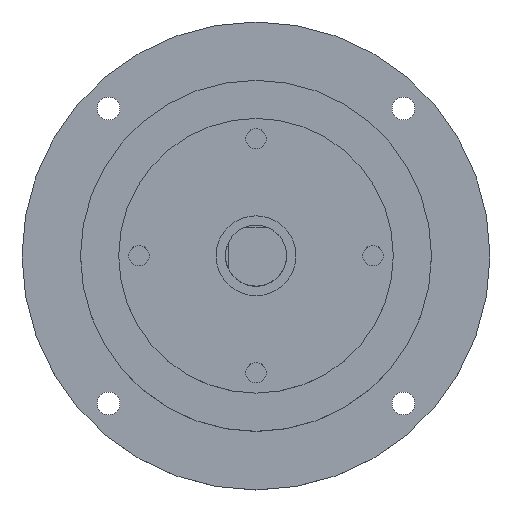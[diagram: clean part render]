
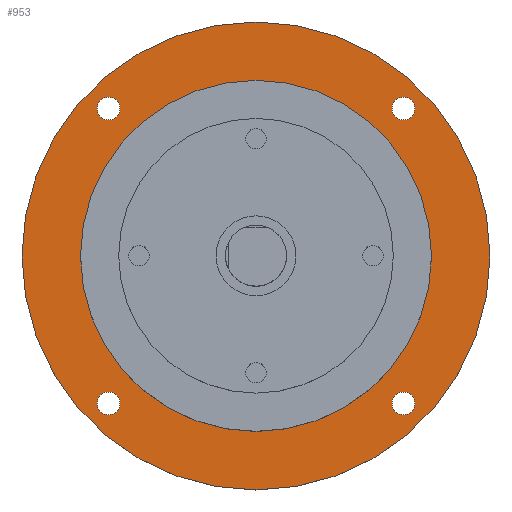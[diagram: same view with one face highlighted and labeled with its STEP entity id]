
A CAD part, top view. The second image highlights one B-rep face of the part: STEP entity #953.
In plain terms, the highlighted planar face has unit normal (0, 0, 1).
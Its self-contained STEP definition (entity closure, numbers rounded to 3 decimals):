
#1 = DIRECTION ( 'NONE',  ( -1., 0., 0. ) ) ;
#4 = PLANE ( 'NONE',  #6 ) ;
#5 = CARTESIAN_POINT ( 'NONE',  ( 0., 0., 69. ) ) ;
#6 = AXIS2_PLACEMENT_3D ( 'NONE', #5, #64, #63 ) ;
#7 = FACE_BOUND ( 'NONE', #978, .T. ) ;
#8 = FACE_OUTER_BOUND ( 'NONE', #968, .T. ) ;
#9 = FACE_BOUND ( 'NONE', #974, .T. ) ;
#10 = FACE_BOUND ( 'NONE', #956, .T. ) ;
#11 = FACE_BOUND ( 'NONE', #896, .T. ) ;
#12 = FACE_BOUND ( 'NONE', #958, .T. ) ;
#60 = DIRECTION ( 'NONE',  ( 0., 0., 1. ) ) ;
#61 = CARTESIAN_POINT ( 'NONE',  ( 28.991, -28.991, 69. ) ) ;
#62 = AXIS2_PLACEMENT_3D ( 'NONE', #61, #60, #1 ) ;
#63 = DIRECTION ( 'NONE',  ( 1., 0., 0. ) ) ;
#64 = DIRECTION ( 'NONE',  ( 0., 0., 1. ) ) ;
#65 = CIRCLE ( 'NONE', #62, 2.25 ) ;
#76 = DIRECTION ( 'NONE',  ( 0., 1., 0. ) ) ;
#77 = DIRECTION ( 'NONE',  ( 0., 0., 1. ) ) ;
#78 = CARTESIAN_POINT ( 'NONE',  ( -28.991, -28.991, 69. ) ) ;
#80 = CIRCLE ( 'NONE', #85, 46. ) ;
#81 = DIRECTION ( 'NONE',  ( 1., 0., 0. ) ) ;
#82 = AXIS2_PLACEMENT_3D ( 'NONE', #97, #86, #87 ) ;
#83 = CIRCLE ( 'NONE', #82, 34.5 ) ;
#84 = DIRECTION ( 'NONE',  ( 1., 0., 0. ) ) ;
#85 = AXIS2_PLACEMENT_3D ( 'NONE', #88, #98, #84 ) ;
#86 = DIRECTION ( 'NONE',  ( 0., 0., 1. ) ) ;
#87 = DIRECTION ( 'NONE',  ( 1., 0., 0. ) ) ;
#88 = CARTESIAN_POINT ( 'NONE',  ( 0., 0., 69. ) ) ;
#91 = DIRECTION ( 'NONE',  ( 0., 0., 1. ) ) ;
#92 = CIRCLE ( 'NONE', #93, 2.25 ) ;
#93 = AXIS2_PLACEMENT_3D ( 'NONE', #105, #91, #81 ) ;
#94 = AXIS2_PLACEMENT_3D ( 'NONE', #78, #77, #76 ) ;
#97 = CARTESIAN_POINT ( 'NONE',  ( 0., 0., 69. ) ) ;
#98 = DIRECTION ( 'NONE',  ( 0., 0., 1. ) ) ;
#99 = CIRCLE ( 'NONE', #94, 2.25 ) ;
#105 = CARTESIAN_POINT ( 'NONE',  ( -28.991, 28.991, 69. ) ) ;
#271 = AXIS2_PLACEMENT_3D ( 'NONE', #284, #280, #279 ) ;
#274 = CIRCLE ( 'NONE', #271, 2.25 ) ;
#279 = DIRECTION ( 'NONE',  ( 0., -1., 0. ) ) ;
#280 = DIRECTION ( 'NONE',  ( 0., 0., 1. ) ) ;
#284 = CARTESIAN_POINT ( 'NONE',  ( 28.991, 28.991, 69. ) ) ;
#522 = EDGE_CURVE ( 'NONE', #532, #558, #1160, .T. ) ;
#525 = EDGE_CURVE ( 'NONE', #537, #527, #1298, .T. ) ;
#527 = VERTEX_POINT ( 'NONE', #1299 ) ;
#532 = VERTEX_POINT ( 'NONE', #1310 ) ;
#537 = VERTEX_POINT ( 'NONE', #1320 ) ;
#550 = VERTEX_POINT ( 'NONE', #1335 ) ;
#556 = VERTEX_POINT ( 'NONE', #1363 ) ;
#558 = VERTEX_POINT ( 'NONE', #1354 ) ;
#562 = EDGE_CURVE ( 'NONE', #660, #556, #1367, .T. ) ;
#626 = VERTEX_POINT ( 'NONE', #1472 ) ;
#627 = EDGE_CURVE ( 'NONE', #550, #626, #1474, .T. ) ;
#660 = VERTEX_POINT ( 'NONE', #1531 ) ;
#741 = EDGE_CURVE ( 'NONE', #772, #753, #1739, .T. ) ;
#753 = VERTEX_POINT ( 'NONE', #1699 ) ;
#760 = VERTEX_POINT ( 'NONE', #1722 ) ;
#772 = VERTEX_POINT ( 'NONE', #1671 ) ;
#776 = VERTEX_POINT ( 'NONE', #1803 ) ;
#779 = EDGE_CURVE ( 'NONE', #776, #760, #1847, .T. ) ;
#896 = EDGE_LOOP ( 'NONE', ( #960, #954 ) ) ;
#897 = EDGE_CURVE ( 'NONE', #558, #532, #274, .T. ) ;
#898 = ORIENTED_EDGE ( 'NONE', *, *, #522, .F. ) ;
#903 = ORIENTED_EDGE ( 'NONE', *, *, #897, .F. ) ;
#953 = ADVANCED_FACE ( 'NONE', ( #12, #11, #10, #9, #8, #7 ), #4, .T. ) ;
#954 = ORIENTED_EDGE ( 'NONE', *, *, #525, .F. ) ;
#956 = EDGE_LOOP ( 'NONE', ( #966, #972 ) ) ;
#958 = EDGE_LOOP ( 'NONE', ( #903, #898 ) ) ;
#959 = ORIENTED_EDGE ( 'NONE', *, *, #779, .F. ) ;
#960 = ORIENTED_EDGE ( 'NONE', *, *, #961, .F. ) ;
#961 = EDGE_CURVE ( 'NONE', #527, #537, #65, .T. ) ;
#962 = ORIENTED_EDGE ( 'NONE', *, *, #741, .T. ) ;
#964 = EDGE_CURVE ( 'NONE', #753, #772, #80, .T. ) ;
#965 = ORIENTED_EDGE ( 'NONE', *, *, #627, .F. ) ;
#966 = ORIENTED_EDGE ( 'NONE', *, *, #983, .F. ) ;
#967 = ORIENTED_EDGE ( 'NONE', *, *, #973, .F. ) ;
#968 = EDGE_LOOP ( 'NONE', ( #977, #962 ) ) ;
#972 = ORIENTED_EDGE ( 'NONE', *, *, #562, .F. ) ;
#973 = EDGE_CURVE ( 'NONE', #760, #776, #83, .T. ) ;
#974 = EDGE_LOOP ( 'NONE', ( #982, #965 ) ) ;
#975 = EDGE_CURVE ( 'NONE', #626, #550, #92, .T. ) ;
#977 = ORIENTED_EDGE ( 'NONE', *, *, #964, .T. ) ;
#978 = EDGE_LOOP ( 'NONE', ( #967, #959 ) ) ;
#982 = ORIENTED_EDGE ( 'NONE', *, *, #975, .F. ) ;
#983 = EDGE_CURVE ( 'NONE', #556, #660, #99, .T. ) ;
#1155 = AXIS2_PLACEMENT_3D ( 'NONE', #1161, #1169, #1166 ) ;
#1160 = CIRCLE ( 'NONE', #1155, 2.25 ) ;
#1161 = CARTESIAN_POINT ( 'NONE',  ( 28.991, 28.991, 69. ) ) ;
#1166 = DIRECTION ( 'NONE',  ( 0., -1., 0. ) ) ;
#1169 = DIRECTION ( 'NONE',  ( 0., 0., 1. ) ) ;
#1294 = AXIS2_PLACEMENT_3D ( 'NONE', #1307, #1306, #1295 ) ;
#1295 = DIRECTION ( 'NONE',  ( -1., 0., 0. ) ) ;
#1298 = CIRCLE ( 'NONE', #1294, 2.25 ) ;
#1299 = CARTESIAN_POINT ( 'NONE',  ( 26.741, -28.991, 69. ) ) ;
#1306 = DIRECTION ( 'NONE',  ( 0., 0., 1. ) ) ;
#1307 = CARTESIAN_POINT ( 'NONE',  ( 28.991, -28.991, 69. ) ) ;
#1310 = CARTESIAN_POINT ( 'NONE',  ( 28.991, 31.241, 69. ) ) ;
#1320 = CARTESIAN_POINT ( 'NONE',  ( 31.241, -28.991, 69. ) ) ;
#1335 = CARTESIAN_POINT ( 'NONE',  ( -31.241, 28.991, 69. ) ) ;
#1354 = CARTESIAN_POINT ( 'NONE',  ( 28.991, 26.741, 69. ) ) ;
#1363 = CARTESIAN_POINT ( 'NONE',  ( -28.991, -26.741, 69. ) ) ;
#1364 = DIRECTION ( 'NONE',  ( 0., 1., 0. ) ) ;
#1366 = AXIS2_PLACEMENT_3D ( 'NONE', #1368, #1369, #1364 ) ;
#1367 = CIRCLE ( 'NONE', #1366, 2.25 ) ;
#1368 = CARTESIAN_POINT ( 'NONE',  ( -28.991, -28.991, 69. ) ) ;
#1369 = DIRECTION ( 'NONE',  ( 0., 0., 1. ) ) ;
#1468 = DIRECTION ( 'NONE',  ( 1., 0., 0. ) ) ;
#1469 = DIRECTION ( 'NONE',  ( 0., 0., 1. ) ) ;
#1470 = CARTESIAN_POINT ( 'NONE',  ( -28.991, 28.991, 69. ) ) ;
#1472 = CARTESIAN_POINT ( 'NONE',  ( -26.741, 28.991, 69. ) ) ;
#1473 = AXIS2_PLACEMENT_3D ( 'NONE', #1470, #1469, #1468 ) ;
#1474 = CIRCLE ( 'NONE', #1473, 2.25 ) ;
#1531 = CARTESIAN_POINT ( 'NONE',  ( -28.991, -31.241, 69. ) ) ;
#1671 = CARTESIAN_POINT ( 'NONE',  ( 46., 0., 69. ) ) ;
#1699 = CARTESIAN_POINT ( 'NONE',  ( -46., 0., 69. ) ) ;
#1722 = CARTESIAN_POINT ( 'NONE',  ( -34.5, 0., 69. ) ) ;
#1735 = DIRECTION ( 'NONE',  ( 1., 0., 0. ) ) ;
#1736 = DIRECTION ( 'NONE',  ( 0., 0., 1. ) ) ;
#1737 = CARTESIAN_POINT ( 'NONE',  ( 0., 0., 69. ) ) ;
#1738 = AXIS2_PLACEMENT_3D ( 'NONE', #1737, #1736, #1735 ) ;
#1739 = CIRCLE ( 'NONE', #1738, 46. ) ;
#1784 = DIRECTION ( 'NONE',  ( 1., 0., 0. ) ) ;
#1799 = CARTESIAN_POINT ( 'NONE',  ( 0., 0., 69. ) ) ;
#1802 = AXIS2_PLACEMENT_3D ( 'NONE', #1799, #1912, #1784 ) ;
#1803 = CARTESIAN_POINT ( 'NONE',  ( 34.5, 0., 69. ) ) ;
#1847 = CIRCLE ( 'NONE', #1802, 34.5 ) ;
#1912 = DIRECTION ( 'NONE',  ( 0., 0., 1. ) ) ;
